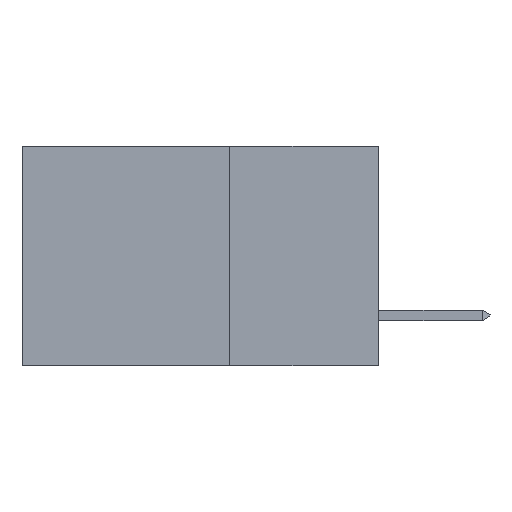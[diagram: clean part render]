
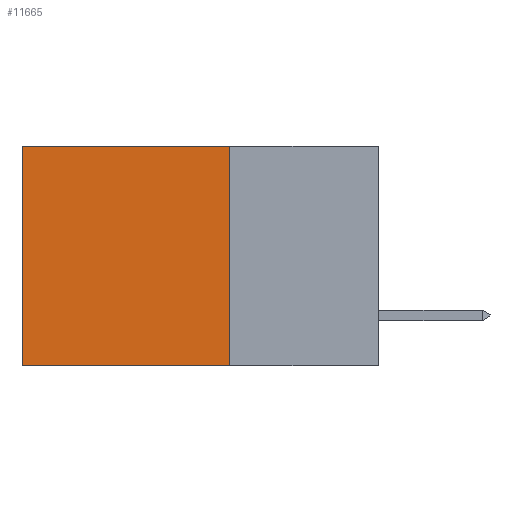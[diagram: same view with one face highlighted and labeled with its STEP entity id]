
A CAD part, left-side view. The second image highlights one B-rep face of the part: STEP entity #11665.
In plain terms, the highlighted planar face has unit normal (-1, 0, 0).
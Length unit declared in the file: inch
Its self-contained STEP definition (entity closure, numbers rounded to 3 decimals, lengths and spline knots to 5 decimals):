
#672 = DIRECTION ( 'NONE',  ( 0., 0., -1. ) ) ;
#2570 = DIRECTION ( 'NONE',  ( 0., 1., 0. ) ) ;
#3184 = ORIENTED_EDGE ( 'NONE', *, *, #9655, .T. ) ;
#5329 = CARTESIAN_POINT ( 'NONE',  ( 0.298, 0.25, 0. ) ) ;
#5480 = CARTESIAN_POINT ( 'NONE',  ( 0.298, 0.6, 0. ) ) ;
#8447 = EDGE_CURVE ( 'NONE', #29277, #22069, #14584, .T. ) ;
#9009 = VECTOR ( 'NONE', #2570, 39.37008 ) ;
#9655 = EDGE_CURVE ( 'NONE', #31309, #11849, #24896, .T. ) ;
#10190 = EDGE_CURVE ( 'NONE', #29277, #31309, #14675, .T. ) ;
#10707 = LINE ( 'NONE', #17288, #22812 ) ;
#11665 = ADVANCED_FACE ( 'NONE', ( #27016 ), #11943, .F. ) ;
#11849 = VERTEX_POINT ( 'NONE', #27114 ) ;
#11943 = PLANE ( 'NONE',  #22744 ) ;
#12525 = DIRECTION ( 'NONE',  ( 0., 1., 0. ) ) ;
#14486 = DIRECTION ( 'NONE',  ( 0., 0., -1. ) ) ;
#14584 = LINE ( 'NONE', #5329, #26656 ) ;
#14675 = LINE ( 'NONE', #24371, #9009 ) ;
#15061 = DIRECTION ( 'NONE',  ( 0., 0., -1. ) ) ;
#16731 = CARTESIAN_POINT ( 'NONE',  ( 0.298, 0.25, 0. ) ) ;
#16810 = CARTESIAN_POINT ( 'NONE',  ( 0.298, 0.25, 0. ) ) ;
#17288 = CARTESIAN_POINT ( 'NONE',  ( 0.298, 0.25, -0.37 ) ) ;
#21627 = CARTESIAN_POINT ( 'NONE',  ( 0.298, 0.6, 0. ) ) ;
#22069 = VERTEX_POINT ( 'NONE', #23388 ) ;
#22744 = AXIS2_PLACEMENT_3D ( 'NONE', #16810, #28914, #14486 ) ;
#22812 = VECTOR ( 'NONE', #12525, 39.37008 ) ;
#23388 = CARTESIAN_POINT ( 'NONE',  ( 0.298, 0.25, -0.37 ) ) ;
#24371 = CARTESIAN_POINT ( 'NONE',  ( 0.298, 0.25, 0. ) ) ;
#24896 = LINE ( 'NONE', #5480, #29761 ) ;
#25553 = ORIENTED_EDGE ( 'NONE', *, *, #8447, .F. ) ;
#25897 = ORIENTED_EDGE ( 'NONE', *, *, #10190, .T. ) ;
#26656 = VECTOR ( 'NONE', #15061, 39.37008 ) ;
#27016 = FACE_OUTER_BOUND ( 'NONE', #29953, .T. ) ;
#27114 = CARTESIAN_POINT ( 'NONE',  ( 0.298, 0.6, -0.37 ) ) ;
#27520 = EDGE_CURVE ( 'NONE', #22069, #11849, #10707, .T. ) ;
#28914 = DIRECTION ( 'NONE',  ( 1., 0., 0. ) ) ;
#29277 = VERTEX_POINT ( 'NONE', #16731 ) ;
#29761 = VECTOR ( 'NONE', #672, 39.37008 ) ;
#29953 = EDGE_LOOP ( 'NONE', ( #3184, #30947, #25553, #25897 ) ) ;
#30947 = ORIENTED_EDGE ( 'NONE', *, *, #27520, .F. ) ;
#31309 = VERTEX_POINT ( 'NONE', #21627 ) ;
